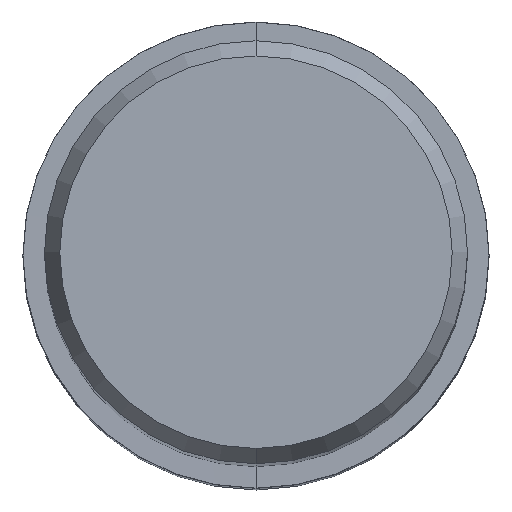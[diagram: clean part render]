
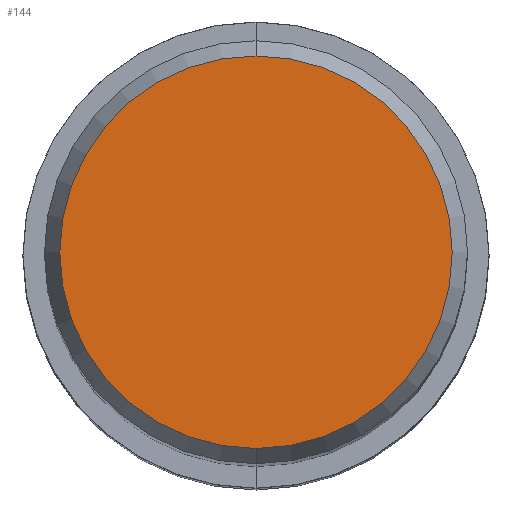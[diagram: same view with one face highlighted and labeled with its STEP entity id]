
A CAD part, top view. The second image highlights one B-rep face of the part: STEP entity #144.
In plain terms, the highlighted planar face has unit normal (0, 0, 1).
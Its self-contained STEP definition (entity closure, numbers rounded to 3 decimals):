
#86=EDGE_CURVE('',#116,#114,#200,.T.);
#100=EDGE_CURVE('',#114,#116,#216,.T.);
#114=VERTEX_POINT('',#232);
#116=VERTEX_POINT('',#234);
#144=ADVANCED_FACE('',(#266),#267,.T.);
#200=CIRCLE('',#321,5.892);
#216=CIRCLE('',#339,5.892);
#232=CARTESIAN_POINT('',(0.0,5.892,0.01));
#234=CARTESIAN_POINT('',(0.,-5.892,0.01));
#266=FACE_OUTER_BOUND('',#396,.T.);
#267=PLANE('',#397);
#321=AXIS2_PLACEMENT_3D('',#456,#457,#458);
#339=AXIS2_PLACEMENT_3D('',#482,#483,#484);
#396=EDGE_LOOP('',(#533,#534));
#397=AXIS2_PLACEMENT_3D('',#535,#536,#537);
#456=CARTESIAN_POINT('',(0.0,0.0,0.01));
#457=DIRECTION('',(0.0,0.0,-1.0));
#458=DIRECTION('',(0.0,1.0,0.0));
#482=CARTESIAN_POINT('',(0.0,0.0,0.01));
#483=DIRECTION('',(0.0,0.0,-1.0));
#484=DIRECTION('',(0.0,1.0,0.0));
#533=ORIENTED_EDGE('',*,*,#100,.F.);
#534=ORIENTED_EDGE('',*,*,#86,.F.);
#535=CARTESIAN_POINT('',(0.0,2.946,0.01));
#536=DIRECTION('',(-0.0,0.0,1.0));
#537=DIRECTION('',(0.0,-1.0,0.0));
